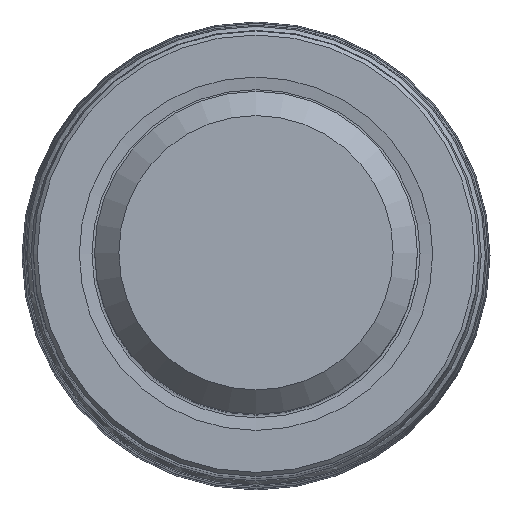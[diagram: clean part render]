
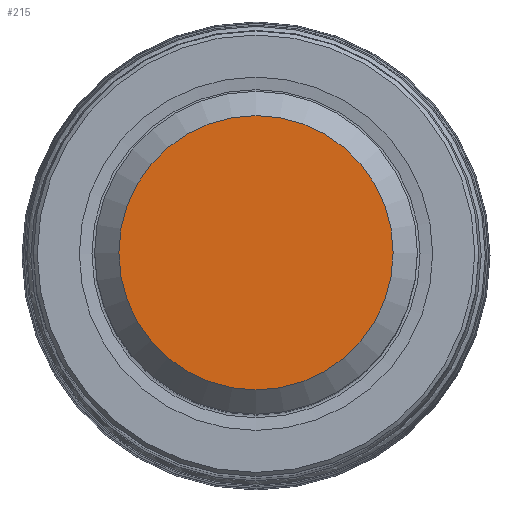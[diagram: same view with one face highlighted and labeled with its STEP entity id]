
A CAD part, top view. The second image highlights one B-rep face of the part: STEP entity #215.
In plain terms, the highlighted planar face has unit normal (0, 0, 1).
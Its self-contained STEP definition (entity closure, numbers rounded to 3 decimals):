
#193=FACE_OUTER_BOUND('',#479,.T.);
#197=PLANE('',#1663);
#215=ADVANCED_FACE('',(#193),#197,.F.);
#479=EDGE_LOOP('',(#641));
#641=ORIENTED_EDGE('',*,*,#872,.F.);
#791=VERTEX_POINT('',#2354);
#872=EDGE_CURVE('',#791,#791,#953,.T.);
#953=CIRCLE('',#1661,16.996);
#1661=AXIS2_PLACEMENT_3D('',#2353,#1931,#1932);
#1663=AXIS2_PLACEMENT_3D('',#2356,#1935,#1936);
#1931=DIRECTION('',(0.,0.,-1.));
#1932=DIRECTION('',(-1.,0.,0.));
#1935=DIRECTION('',(0.,0.,-1.));
#1936=DIRECTION('',(-1.,0.,0.));
#2353=CARTESIAN_POINT('',(0.,0.,70.));
#2354=CARTESIAN_POINT('',(-16.996,0.,70.));
#2356=CARTESIAN_POINT('',(0.,0.,70.));
